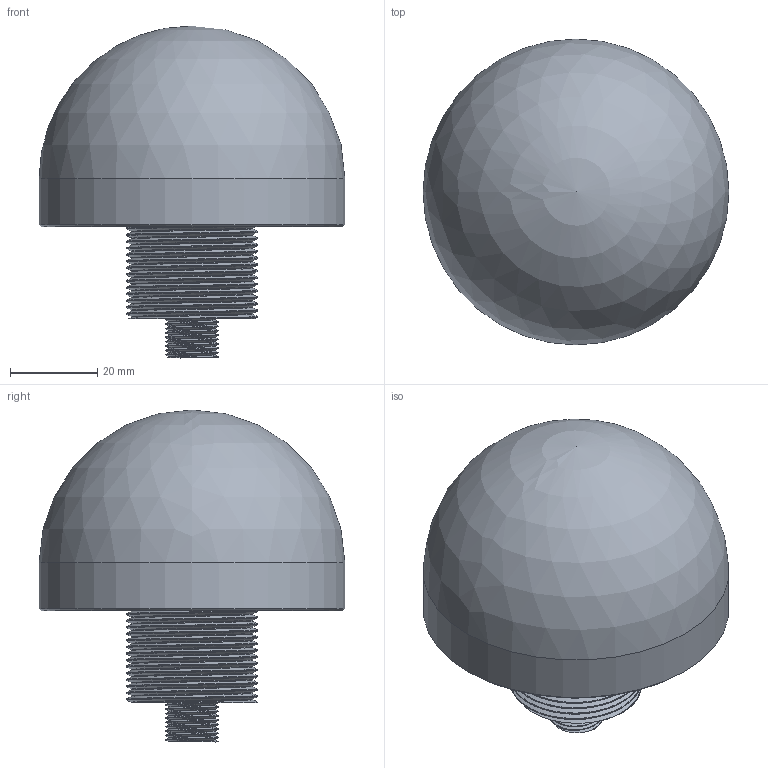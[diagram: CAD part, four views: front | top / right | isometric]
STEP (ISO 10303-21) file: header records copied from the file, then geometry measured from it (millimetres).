
FILE_DESCRIPTION(/* description */ (''),/* implementation_level */ '2;1');
FILE_NAME(/* name */ 'C7_serie.stp',/* time_stamp */ '2024-05-30T12:15:42+02:00',/* author */ ('lucas'),/* organization */ (''),/* preprocessor_version */ 'ST-DEVELOPER v19',/* originating_system */ 'Autodesk Inventor 2023',/* authorisation */ '');
FILE_SCHEMA (('AUTOMOTIVE_DESIGN { 1 0 10303 214 3 1 1 }'));
Length unit declared in the file: millimetre
Products named in the file (1): Part1
Bounding box: 70 x 70 x 76 mm (x, y, z)
Volume: 145853.3 mm3; surface area: 23226 mm2
Topology: 3 solids, 3 shells, 70 faces, 161 edges, 107 vertices
Faces by surface type: cylinder 40, plane 16, bspline 12, cone 1, sphere 1
Full cylindrical faces by diameter (mm): 1 x4, 10.517 x2, 12 x8, 14.8 x1, 15 x1, 17.3 x1, 22.6 x1, 27.776 x2, 30 x13, 70 x1
Entity records: 14105 total; most frequent: CARTESIAN_POINT 12539, ORIENTED_EDGE 320, DIRECTION 235, EDGE_CURVE 160, VERTEX_POINT 107, AXIS2_PLACEMENT_3D 98, EDGE_LOOP 85, B_SPLINE_CURVE_WITH_KNOTS 82
